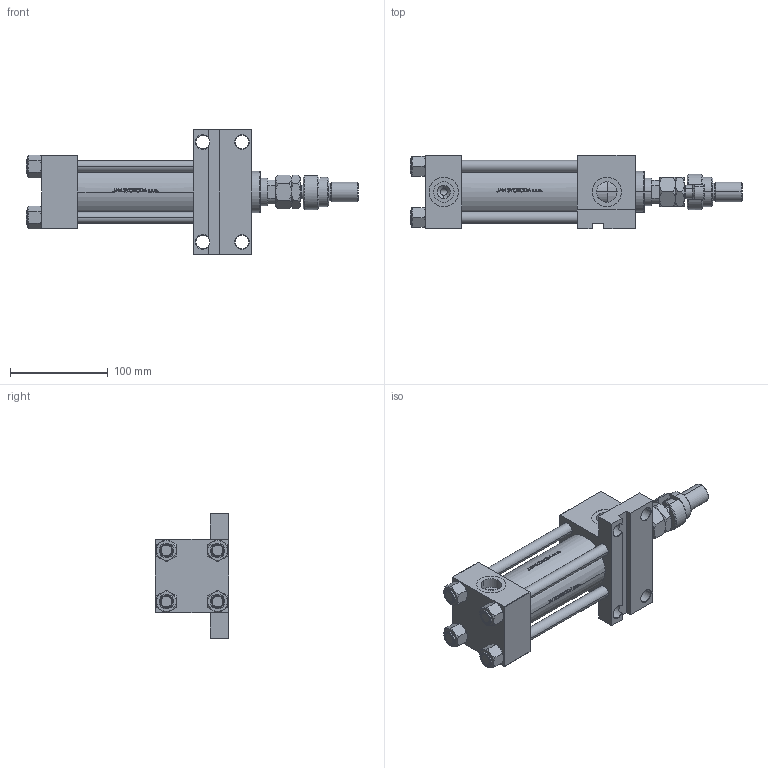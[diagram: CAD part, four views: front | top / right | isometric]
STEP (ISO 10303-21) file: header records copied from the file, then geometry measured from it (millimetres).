
FILE_DESCRIPTION (( 'STEP AP203' ), '1' );
FILE_NAME ('4f0e.STEP', '2022-04-14T13:16:45', ( '' ), ( '' ), 'SwSTEP 2.0', 'SolidWorks 2019', '' );
FILE_SCHEMA (( 'CONFIG_CONTROL_DESIGN' ));
Length unit declared in the file: millimetre
Products named in the file (9): FEMALE_PART_FOR_DFA 9637b1e056d6ea5c9a334541f95f0a0c; NUT_M5_F 9637b1e056d6ea5c9a334541f95f0a0c; DFA 9637b1e056d6ea5c9a334541f95f0a0c; V215CR_VCP_F 9637b1e056d6ea5c9a334541f95f0a0c; V215CR_F_Body 9637b1e056d6ea5c9a334541f95f0a0c; 4f0e; MFA 9637b1e056d6ea5c9a334541f95f0a0c; V215_VC_A 9637b1e056d6ea5c9a334541f95f0a0c; V215CR_F_TYCINKA 9637b1e056d6ea5c9a334541f95f0a0c
Assembly tree (14 placements, depth 3):
  4f0e
    V215CR_F_Body 9637b1e056d6ea5c9a334541f95f0a0c
    V215CR_VCP_F 9637b1e056d6ea5c9a334541f95f0a0c
    V215CR_F_TYCINKA 9637b1e056d6ea5c9a334541f95f0a0c  x4
    NUT_M5_F 9637b1e056d6ea5c9a334541f95f0a0c  x4
    V215_VC_A 9637b1e056d6ea5c9a334541f95f0a0c
    DFA 9637b1e056d6ea5c9a334541f95f0a0c
      FEMALE_PART_FOR_DFA 9637b1e056d6ea5c9a334541f95f0a0c
      MFA 9637b1e056d6ea5c9a334541f95f0a0c
Bounding box: 339 x 75 x 127 mm (x, y, z)
Volume: 857155.1 mm3; surface area: 207461.6 mm2
Topology: 13 solids, 13 shells, 1202 faces, 3006 edges, 1917 vertices
Faces by surface type: plane 468, bspline 380, cone 192, cylinder 150, torus 12
Entity records: 51178 total; most frequent: CARTESIAN_POINT 26787, ORIENTED_EDGE 5504, DIRECTION 3578, EDGE_CURVE 2752, VERTEX_POINT 1773, LINE 1384, VECTOR 1384, EDGE_LOOP 1189
